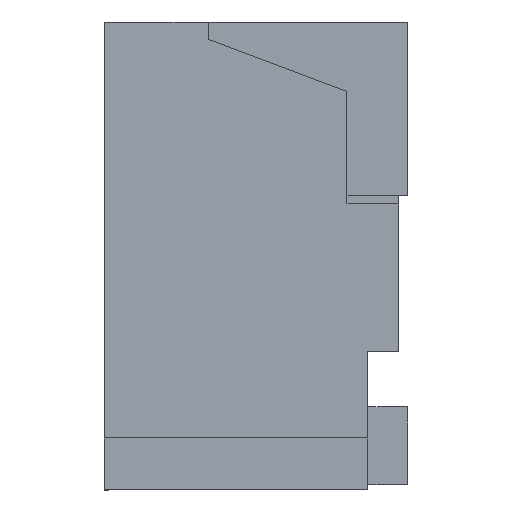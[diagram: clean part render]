
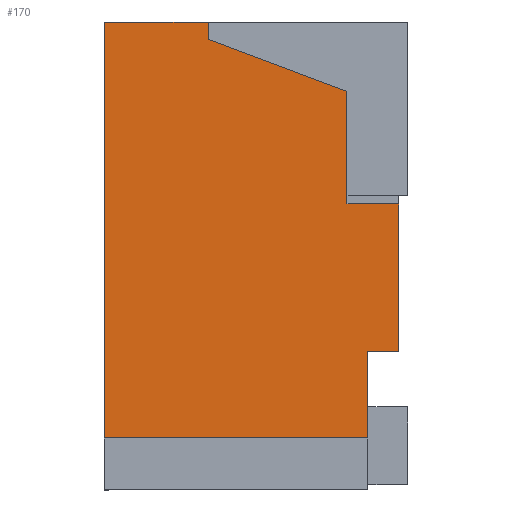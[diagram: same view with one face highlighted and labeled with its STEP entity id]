
A CAD part, left-side view. The second image highlights one B-rep face of the part: STEP entity #170.
In plain terms, the highlighted planar face has unit normal (-1, 0, 0).
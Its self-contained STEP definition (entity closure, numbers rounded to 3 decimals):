
#8 = PLANE ( 'NONE',  #941 ) ;
#28 = ORIENTED_EDGE ( 'NONE', *, *, #1513, .T. ) ;
#122 = ORIENTED_EDGE ( 'NONE', *, *, #709, .T. ) ;
#134 = CARTESIAN_POINT ( 'NONE',  ( -2.9, 0.18, 1.6 ) ) ;
#170 = ADVANCED_FACE ( 'NONE', ( #2687 ), #8, .T. ) ;
#177 = EDGE_CURVE ( 'NONE', #353, #684, #1487, .T. ) ;
#180 = CARTESIAN_POINT ( 'NONE',  ( -2.9, 1.1, 4. ) ) ;
#233 = CARTESIAN_POINT ( 'NONE',  ( -2.9, 1.7, 1.6 ) ) ;
#241 = LINE ( 'NONE', #1394, #714 ) ;
#249 = LINE ( 'NONE', #1537, #989 ) ;
#288 = ORIENTED_EDGE ( 'NONE', *, *, #1924, .T. ) ;
#309 = EDGE_CURVE ( 'NONE', #684, #2144, #663, .T. ) ;
#337 = VECTOR ( 'NONE', #486, 1000. ) ;
#339 = CARTESIAN_POINT ( 'NONE',  ( -2.9, 1.1, 3.9 ) ) ;
#353 = VERTEX_POINT ( 'NONE', #2162 ) ;
#486 = DIRECTION ( 'NONE',  ( 0., 1., 0. ) ) ;
#506 = LINE ( 'NONE', #913, #337 ) ;
#523 = LINE ( 'NONE', #1808, #1191 ) ;
#524 = ORIENTED_EDGE ( 'NONE', *, *, #2421, .T. ) ;
#540 = LINE ( 'NONE', #668, #2319 ) ;
#565 = VECTOR ( 'NONE', #1083, 1000. ) ;
#566 = DIRECTION ( 'NONE',  ( 0., 0., 1. ) ) ;
#621 = CARTESIAN_POINT ( 'NONE',  ( -2.9, 0., 2.1 ) ) ;
#663 = LINE ( 'NONE', #1971, #2047 ) ;
#665 = VERTEX_POINT ( 'NONE', #2572 ) ;
#668 = CARTESIAN_POINT ( 'NONE',  ( -2.9, 1.7, 2.95 ) ) ;
#684 = VERTEX_POINT ( 'NONE', #233 ) ;
#698 = DIRECTION ( 'NONE',  ( 0., 0., 1. ) ) ;
#699 = CARTESIAN_POINT ( 'NONE',  ( -2.9, 0.3, 3.6 ) ) ;
#709 = EDGE_CURVE ( 'NONE', #2144, #665, #2076, .T. ) ;
#714 = VECTOR ( 'NONE', #566, 1000. ) ;
#805 = ORIENTED_EDGE ( 'NONE', *, *, #177, .T. ) ;
#816 = LINE ( 'NONE', #1565, #1960 ) ;
#844 = EDGE_CURVE ( 'NONE', #1886, #2217, #249, .T. ) ;
#897 = DIRECTION ( 'NONE',  ( -1., 0., 0. ) ) ;
#911 = CARTESIAN_POINT ( 'NONE',  ( -2.9, 1.7, 4. ) ) ;
#913 = CARTESIAN_POINT ( 'NONE',  ( -2.9, 1.7, 4. ) ) ;
#941 = AXIS2_PLACEMENT_3D ( 'NONE', #911, #897, #698 ) ;
#989 = VECTOR ( 'NONE', #1126, 1000. ) ;
#1013 = EDGE_CURVE ( 'NONE', #1166, #1843, #523, .T. ) ;
#1083 = DIRECTION ( 'NONE',  ( 0., 0., 1. ) ) ;
#1126 = DIRECTION ( 'NONE',  ( 0., 0.936, 0.351 ) ) ;
#1166 = VERTEX_POINT ( 'NONE', #621 ) ;
#1191 = VECTOR ( 'NONE', #1801, 1000. ) ;
#1207 = LINE ( 'NONE', #2417, #1399 ) ;
#1279 = DIRECTION ( 'NONE',  ( 0., 1., 0. ) ) ;
#1346 = ORIENTED_EDGE ( 'NONE', *, *, #309, .T. ) ;
#1394 = CARTESIAN_POINT ( 'NONE',  ( -2.9, 1.1, 4. ) ) ;
#1399 = VECTOR ( 'NONE', #2258, 1000. ) ;
#1487 = LINE ( 'NONE', #2609, #2249 ) ;
#1513 = EDGE_CURVE ( 'NONE', #665, #1166, #816, .T. ) ;
#1537 = CARTESIAN_POINT ( 'NONE',  ( -2.9, 0.3, 3.6 ) ) ;
#1565 = CARTESIAN_POINT ( 'NONE',  ( -2.9, 0., 2.1 ) ) ;
#1571 = EDGE_CURVE ( 'NONE', #2217, #1641, #241, .T. ) ;
#1584 = ORIENTED_EDGE ( 'NONE', *, *, #2137, .T. ) ;
#1641 = VERTEX_POINT ( 'NONE', #180 ) ;
#1730 = CARTESIAN_POINT ( 'NONE',  ( -2.9, 0.18, 4. ) ) ;
#1801 = DIRECTION ( 'NONE',  ( 0., 0., 1. ) ) ;
#1808 = CARTESIAN_POINT ( 'NONE',  ( -2.9, 0., 4. ) ) ;
#1824 = DIRECTION ( 'NONE',  ( 0., -1., 0. ) ) ;
#1843 = VERTEX_POINT ( 'NONE', #2361 ) ;
#1886 = VERTEX_POINT ( 'NONE', #699 ) ;
#1924 = EDGE_CURVE ( 'NONE', #1641, #353, #506, .T. ) ;
#1960 = VECTOR ( 'NONE', #1824, 1000. ) ;
#1965 = ORIENTED_EDGE ( 'NONE', *, *, #844, .T. ) ;
#1971 = CARTESIAN_POINT ( 'NONE',  ( -2.9, 0., 1.6 ) ) ;
#2047 = VECTOR ( 'NONE', #2204, 1000. ) ;
#2076 = LINE ( 'NONE', #1730, #565 ) ;
#2137 = EDGE_CURVE ( 'NONE', #2693, #1886, #1207, .T. ) ;
#2144 = VERTEX_POINT ( 'NONE', #134 ) ;
#2162 = CARTESIAN_POINT ( 'NONE',  ( -2.9, 1.7, 4. ) ) ;
#2193 = DIRECTION ( 'NONE',  ( 0., 0., -1. ) ) ;
#2204 = DIRECTION ( 'NONE',  ( 0., -1., 0. ) ) ;
#2217 = VERTEX_POINT ( 'NONE', #339 ) ;
#2247 = ORIENTED_EDGE ( 'NONE', *, *, #1571, .T. ) ;
#2249 = VECTOR ( 'NONE', #2193, 1000. ) ;
#2254 = CARTESIAN_POINT ( 'NONE',  ( -2.9, 0.3, 2.95 ) ) ;
#2258 = DIRECTION ( 'NONE',  ( 0., 0., 1. ) ) ;
#2319 = VECTOR ( 'NONE', #1279, 1000. ) ;
#2361 = CARTESIAN_POINT ( 'NONE',  ( -2.9, 0., 2.95 ) ) ;
#2417 = CARTESIAN_POINT ( 'NONE',  ( -2.9, 0.3, 4. ) ) ;
#2421 = EDGE_CURVE ( 'NONE', #1843, #2693, #540, .T. ) ;
#2447 = ORIENTED_EDGE ( 'NONE', *, *, #1013, .T. ) ;
#2554 = EDGE_LOOP ( 'NONE', ( #28, #2447, #524, #1584, #1965, #2247, #288, #805, #1346, #122 ) ) ;
#2572 = CARTESIAN_POINT ( 'NONE',  ( -2.9, 0.18, 2.1 ) ) ;
#2609 = CARTESIAN_POINT ( 'NONE',  ( -2.9, 1.7, 1.3 ) ) ;
#2687 = FACE_OUTER_BOUND ( 'NONE', #2554, .T. ) ;
#2693 = VERTEX_POINT ( 'NONE', #2254 ) ;
